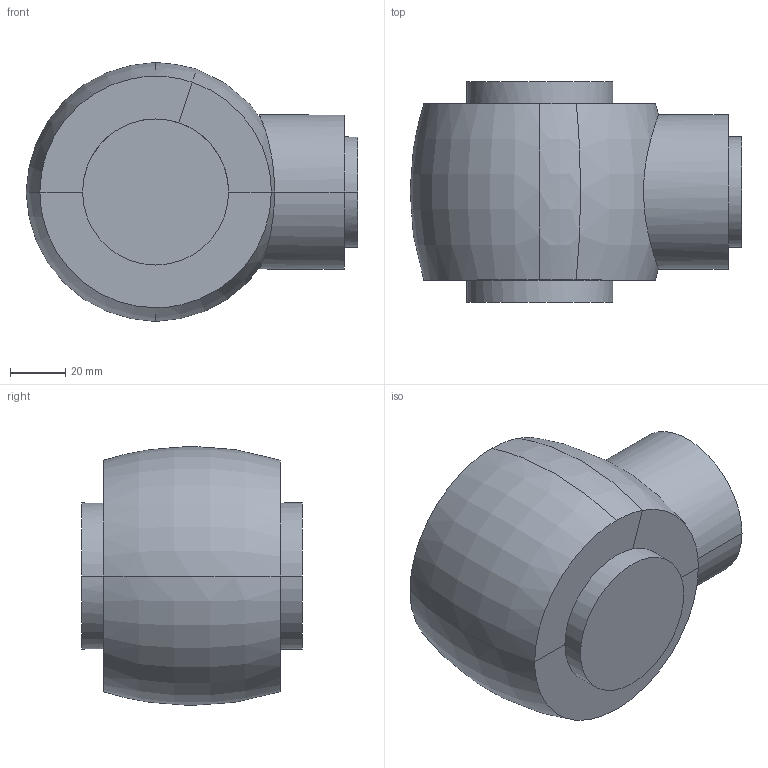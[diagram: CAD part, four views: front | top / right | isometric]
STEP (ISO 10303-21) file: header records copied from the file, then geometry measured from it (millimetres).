
FILE_DESCRIPTION (( 'STEP AP203' ), '1' );
FILE_NAME ('Pieza6_Predeterminado_sldprt.STEP', '2025-07-13T03:09:07', ( '' ), ( '' ), 'SwSTEP 2.0', 'SolidWorks 2024', '' );
FILE_SCHEMA (( 'CONFIG_CONTROL_DESIGN' ));
Length unit declared in the file: millimetre
Products named in the file (1): Pieza6_Predeterminado_sldprt
Bounding box: 120.4 x 80 x 94 mm (x, y, z)
Volume: 41077.5 mm3; surface area: 82437.8 mm2
Topology: 3 solids, 4 shells, 185 faces, 427 edges, 260 vertices
Faces by surface type: bspline 96, plane 47, cylinder 42
Entity records: 10334 total; most frequent: CARTESIAN_POINT 6867, ORIENTED_EDGE 854, EDGE_CURVE 427, DIRECTION 399, B_SPLINE_CURVE_WITH_KNOTS 268, VERTEX_POINT 260, EDGE_LOOP 197, ADVANCED_FACE 185
